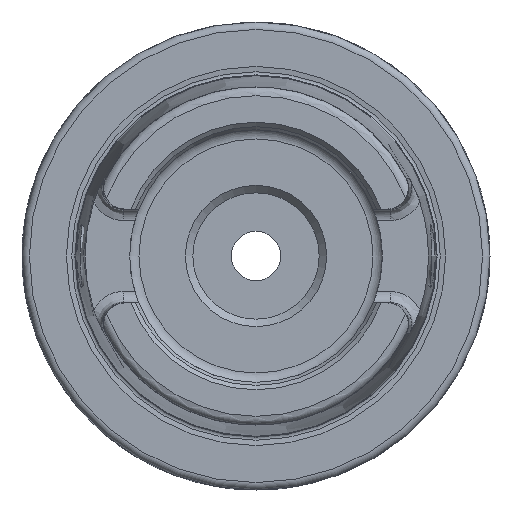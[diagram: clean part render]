
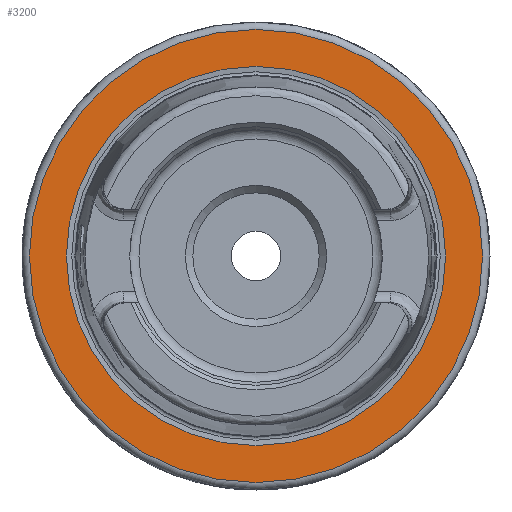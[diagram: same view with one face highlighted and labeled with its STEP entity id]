
A CAD part, left-side view. The second image highlights one B-rep face of the part: STEP entity #3200.
In plain terms, the highlighted planar face has unit normal (-1, 0, 0).
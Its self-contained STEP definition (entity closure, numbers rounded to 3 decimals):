
#121=FACE_BOUND('',#537,.T.);
#174=PLANE('',#3542);
#352=FACE_OUTER_BOUND('',#536,.T.);
#536=EDGE_LOOP('',(#2816,#2817));
#537=EDGE_LOOP('',(#2818,#2819));
#845=CIRCLE('',#3540,25.521);
#846=CIRCLE('',#3541,25.521);
#847=CIRCLE('',#3543,30.5);
#848=CIRCLE('',#3544,30.5);
#1446=VERTEX_POINT('',#7052);
#1447=VERTEX_POINT('',#7054);
#1448=VERTEX_POINT('',#7058);
#1449=VERTEX_POINT('',#7059);
#1918=EDGE_CURVE('',#1447,#1446,#845,.T.);
#1919=EDGE_CURVE('',#1446,#1447,#846,.T.);
#1920=EDGE_CURVE('',#1448,#1449,#847,.T.);
#1921=EDGE_CURVE('',#1449,#1448,#848,.T.);
#2816=ORIENTED_EDGE('',*,*,#1920,.F.);
#2817=ORIENTED_EDGE('',*,*,#1921,.F.);
#2818=ORIENTED_EDGE('',*,*,#1918,.T.);
#2819=ORIENTED_EDGE('',*,*,#1919,.T.);
#3200=ADVANCED_FACE('',(#352,#121),#174,.T.);
#3540=AXIS2_PLACEMENT_3D('',#7055,#4307,#4308);
#3541=AXIS2_PLACEMENT_3D('',#7056,#4309,#4310);
#3542=AXIS2_PLACEMENT_3D('',#7057,#4311,#4312);
#3543=AXIS2_PLACEMENT_3D('',#7060,#4313,#4314);
#3544=AXIS2_PLACEMENT_3D('',#7061,#4315,#4316);
#4307=DIRECTION('center_axis',(1.,0.,0.));
#4308=DIRECTION('ref_axis',(0.,0.,-1.));
#4309=DIRECTION('center_axis',(1.,0.,0.));
#4310=DIRECTION('ref_axis',(0.,0.,-1.));
#4311=DIRECTION('center_axis',(-1.,0.,0.));
#4312=DIRECTION('ref_axis',(0.,0.,1.));
#4313=DIRECTION('center_axis',(1.,0.,0.));
#4314=DIRECTION('ref_axis',(0.,0.,-1.));
#4315=DIRECTION('center_axis',(1.,0.,0.));
#4316=DIRECTION('ref_axis',(0.,0.,-1.));
#7052=CARTESIAN_POINT('',(0.,-25.521,0.));
#7054=CARTESIAN_POINT('',(0.,25.521,0.));
#7055=CARTESIAN_POINT('Origin',(0.,0.,
0.));
#7056=CARTESIAN_POINT('Origin',(0.,0.,
0.));
#7057=CARTESIAN_POINT('Origin',(0.,30.5,0.));
#7058=CARTESIAN_POINT('',(0.,30.5,0.));
#7059=CARTESIAN_POINT('',(0.,0.,30.5));
#7060=CARTESIAN_POINT('Origin',(0.,0.,
0.));
#7061=CARTESIAN_POINT('Origin',(0.,0.,
0.));
